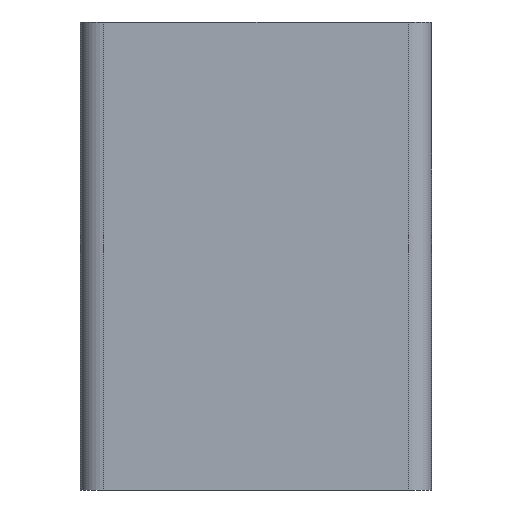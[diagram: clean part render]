
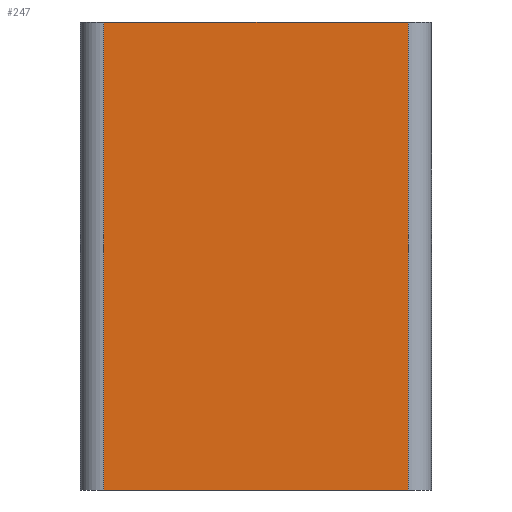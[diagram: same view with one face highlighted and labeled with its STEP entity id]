
A CAD part, left-side view. The second image highlights one B-rep face of the part: STEP entity #247.
In plain terms, the highlighted planar face has unit normal (-1, 0, 0).
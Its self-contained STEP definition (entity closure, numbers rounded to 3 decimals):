
#132=CARTESIAN_POINT('',(-127.5,138.5,20.));
#133=VERTEX_POINT('',#132);
#141=CARTESIAN_POINT('',(-127.5,125.5,20.));
#142=VERTEX_POINT('',#141);
#143=CARTESIAN_POINT('',(-127.5,125.5,20.));
#144=DIRECTION('',(0.,1.,0.));
#145=VECTOR('',#144,13.);
#146=LINE('',#143,#145);
#147=EDGE_CURVE('',#142,#133,#146,.T.);
#217=CARTESIAN_POINT('',(-127.5,132.,20.));
#218=DIRECTION('',(-1.,0.,0.));
#219=DIRECTION('',(0.,0.,1.));
#220=AXIS2_PLACEMENT_3D('',#217,#218,#219);
#221=PLANE('',#220);
#222=ORIENTED_EDGE('',*,*,#147,.T.);
#223=CARTESIAN_POINT('',(-127.5,138.5,0.));
#224=VERTEX_POINT('',#223);
#225=CARTESIAN_POINT('',(-127.5,138.5,20.));
#226=DIRECTION('',(0.,0.,-1.));
#227=VECTOR('',#226,20.);
#228=LINE('',#225,#227);
#229=EDGE_CURVE('',#133,#224,#228,.T.);
#230=ORIENTED_EDGE('',*,*,#229,.T.);
#231=CARTESIAN_POINT('',(-127.5,125.5,0.));
#232=VERTEX_POINT('',#231);
#233=CARTESIAN_POINT('',(-127.5,125.5,0.));
#234=DIRECTION('',(0.,1.,0.));
#235=VECTOR('',#234,13.);
#236=LINE('',#233,#235);
#237=EDGE_CURVE('',#232,#224,#236,.T.);
#238=ORIENTED_EDGE('',*,*,#237,.F.);
#239=CARTESIAN_POINT('',(-127.5,125.5,0.));
#240=DIRECTION('',(-0.,-0.,1.));
#241=VECTOR('',#240,20.);
#242=LINE('',#239,#241);
#243=EDGE_CURVE('',#232,#142,#242,.T.);
#244=ORIENTED_EDGE('',*,*,#243,.T.);
#245=EDGE_LOOP('',(#222,#230,#238,#244));
#246=FACE_BOUND('',#245,.T.);
#247=ADVANCED_FACE('',(#246),#221,.T.);
